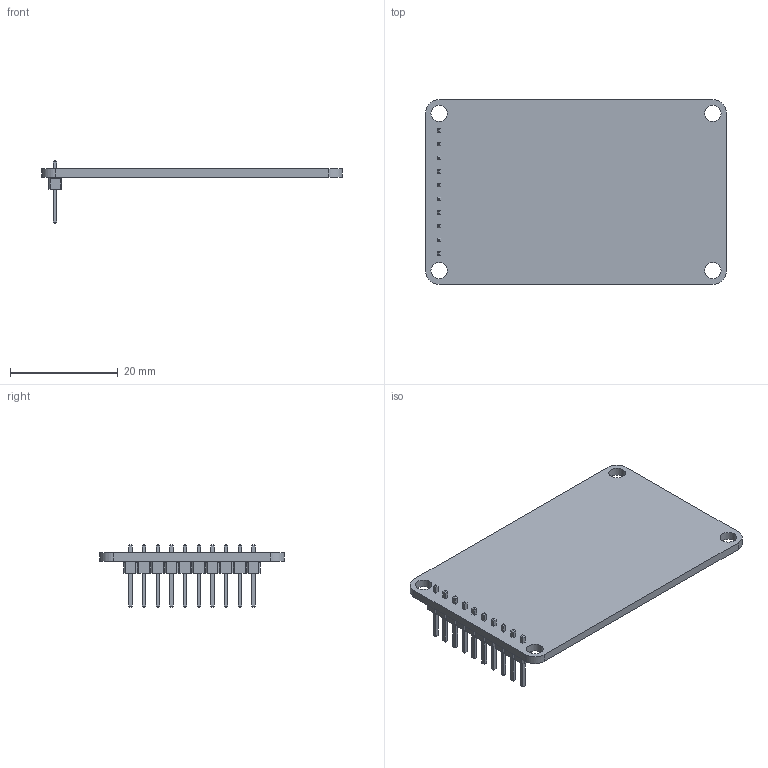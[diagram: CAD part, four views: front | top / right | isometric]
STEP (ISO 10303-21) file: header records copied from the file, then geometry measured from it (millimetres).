
FILE_DESCRIPTION(('FreeCAD Model'),'2;1');
FILE_NAME( 'LCD_TFT.step', '2016-02-04T17:50:26',('Author'),(''), 'Open CASCADE STEP processor 6.8','FreeCAD','Unknown');
FILE_SCHEMA(('AUTOMOTIVE_DESIGN_CC2 { 1 2 10303 214 -1 1 5 4 }'));
Length unit declared in the file: millimetre
Products named in the file (2): ASSEMBLY; Fusion001
Assembly tree (1 placements, depth 2):
  ASSEMBLY
    Fusion001
Bounding box: 55.88 x 34.29 x 11.54 mm (x, y, z)
Volume: 3025.6 mm3; surface area: 4525.8 mm2
Topology: 1 solids, 1 shells, 336 faces, 858 edges, 502 vertices
Faces by surface type: plane 328, cylinder 8
Full cylindrical faces by diameter (mm): 3.048 x4
Entity records: 22953 total; most frequent: CARTESIAN_POINT 3508, DIRECTION 2992, LINE 2274, VECTOR 2274, ORIENTED_EDGE 1680, PCURVE 1644, DEFINITIONAL_REPRESENTATION 1644, EDGE_CURVE 822
